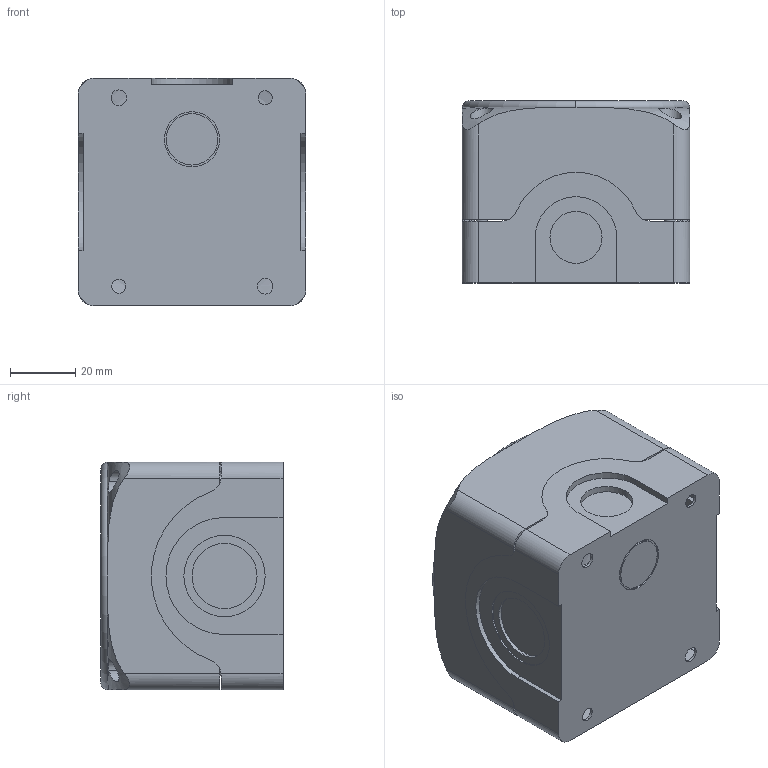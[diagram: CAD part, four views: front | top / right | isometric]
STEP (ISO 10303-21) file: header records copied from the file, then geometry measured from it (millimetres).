
FILE_DESCRIPTION((''),'2;1');
FILE_NAME('193979_ASM','2020-04-30T12:56:01',('PDMAdmin'),('BANNER ENGINEERING'),'CREO PARAMETRIC BY PTC INC, 2019292','CREO PARAMETRIC BY PTC INC, 2019292','');
FILE_SCHEMA(('CONFIG_CONTROL_DESIGN'));
Products named in the file (5): 179137_BOTTOM; 179137_TOP; SHCS_8-32X1_1_2; 179137_LPZP1A5_ASM; 193979_ASM
Assembly tree (7 placements, depth 3):
  193979_ASM
    179137_LPZP1A5_ASM
      179137_BOTTOM
      179137_TOP
      SHCS_8-32X1_1_2  x4
Bounding box: 70 x 56 x 70 mm (x, y, z)
Volume: 22099.6 mm3; surface area: 53612.6 mm2
Topology: 6 solids, 6 shells, 251 faces, 617 edges, 407 vertices
Faces by surface type: cylinder 114, plane 111, cone 16, torus 10
Entity records: 6672 total; most frequent: CARTESIAN_POINT 1588, DIRECTION 1078, ORIENTED_EDGE 1006, EDGE_CURVE 503, AXIS2_PLACEMENT_3D 416, VERTEX_POINT 335, VECTOR 246, LINE 246
